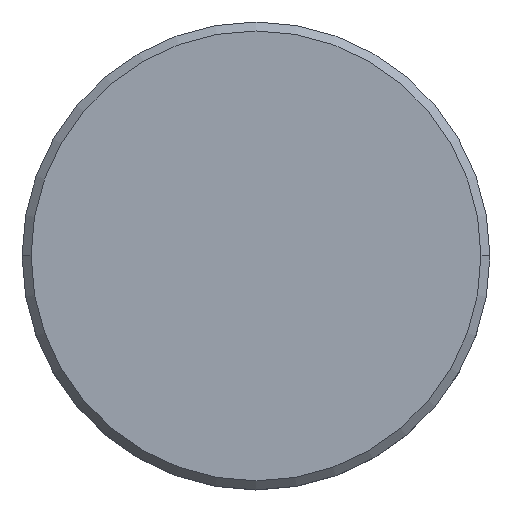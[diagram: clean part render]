
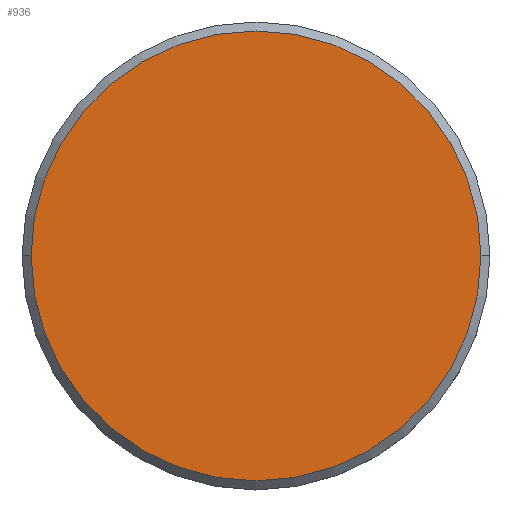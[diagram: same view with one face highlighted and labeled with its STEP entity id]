
A CAD part, top view. The second image highlights one B-rep face of the part: STEP entity #936.
In plain terms, the highlighted planar face has unit normal (0, 0, 1).
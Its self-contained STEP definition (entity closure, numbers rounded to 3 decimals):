
#1 = CARTESIAN_POINT ( 'NONE',  ( -12.5, 0., 0. ) ) ;
#9 = EDGE_CURVE ( 'NONE', #76, #226, #861, .T. ) ;
#46 = DIRECTION ( 'NONE',  ( 0., 0., 1. ) ) ;
#50 = CARTESIAN_POINT ( 'NONE',  ( 0., 0., 0. ) ) ;
#76 = VERTEX_POINT ( 'NONE', #1 ) ;
#77 = EDGE_LOOP ( 'NONE', ( #841, #715 ) ) ;
#96 = PLANE ( 'NONE',  #444 ) ;
#226 = VERTEX_POINT ( 'NONE', #1004 ) ;
#287 = DIRECTION ( 'NONE',  ( 0., 0., 1. ) ) ;
#444 = AXIS2_PLACEMENT_3D ( 'NONE', #872, #46, #967 ) ;
#486 = AXIS2_PLACEMENT_3D ( 'NONE', #50, #621, #692 ) ;
#493 = DIRECTION ( 'NONE',  ( 1., 0., 0. ) ) ;
#522 = AXIS2_PLACEMENT_3D ( 'NONE', #947, #287, #493 ) ;
#621 = DIRECTION ( 'NONE',  ( 0., 0., 1. ) ) ;
#692 = DIRECTION ( 'NONE',  ( 1., 0., 0. ) ) ;
#715 = ORIENTED_EDGE ( 'NONE', *, *, #1080, .T. ) ;
#841 = ORIENTED_EDGE ( 'NONE', *, *, #9, .T. ) ;
#861 = CIRCLE ( 'NONE', #486, 12.5 ) ;
#872 = CARTESIAN_POINT ( 'NONE',  ( 0., 0., 0. ) ) ;
#925 = FACE_OUTER_BOUND ( 'NONE', #77, .T. ) ;
#936 = ADVANCED_FACE ( 'NONE', ( #925 ), #96, .T. ) ;
#947 = CARTESIAN_POINT ( 'NONE',  ( 0., 0., 0. ) ) ;
#967 = DIRECTION ( 'NONE',  ( 1., 0., 0. ) ) ;
#1004 = CARTESIAN_POINT ( 'NONE',  ( 12.5, 0., 0. ) ) ;
#1059 = CIRCLE ( 'NONE', #522, 12.5 ) ;
#1080 = EDGE_CURVE ( 'NONE', #226, #76, #1059, .T. ) ;
